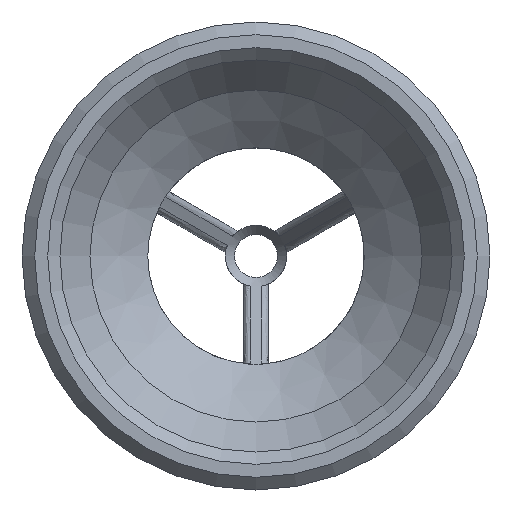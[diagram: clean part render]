
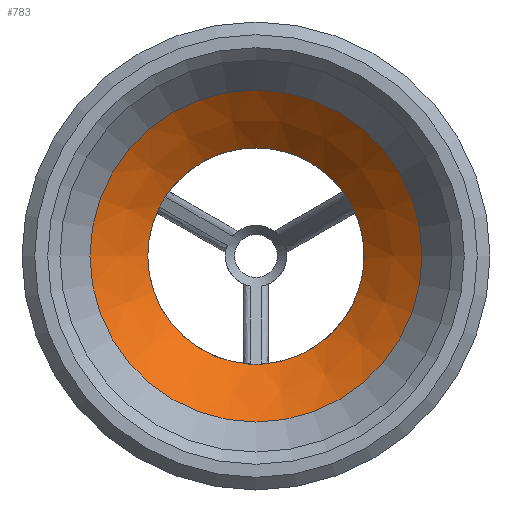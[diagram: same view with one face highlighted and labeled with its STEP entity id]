
A CAD part, front view. The second image highlights one B-rep face of the part: STEP entity #783.
In plain terms, the highlighted conical face has half-angle 48.251 degrees and reference radius 11.192 mm.
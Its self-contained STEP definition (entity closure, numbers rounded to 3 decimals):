
#34=CIRCLE('',#800,8.835);
#36=CIRCLE('',#802,8.835);
#38=CIRCLE('',#804,8.835);
#43=CIRCLE('',#814,8.835);
#47=CIRCLE('',#821,8.835);
#48=CIRCLE('',#822,8.835);
#51=CIRCLE('',#827,8.835);
#86=CIRCLE('',#891,13.55);
#103=CONICAL_SURFACE('',#892,11.192,0.842);
#143=LINE('',#1825,#177);
#177=VECTOR('',#1118,11.192);
#235=FACE_OUTER_BOUND('',#287,.T.);
#287=EDGE_LOOP('',(#720,#721,#722,#723,#724,#725,#726,#727,#728,#729));
#312=VERTEX_POINT('',#1150);
#318=VERTEX_POINT('',#1226);
#322=VERTEX_POINT('',#1305);
#325=VERTEX_POINT('',#1315);
#326=VERTEX_POINT('',#1321);
#329=VERTEX_POINT('',#1331);
#349=VERTEX_POINT('',#1698);
#378=VERTEX_POINT('',#1821);
#390=EDGE_CURVE('',#312,#322,#34,.T.);
#394=EDGE_CURVE('',#325,#326,#36,.T.);
#398=EDGE_CURVE('',#329,#318,#38,.T.);
#425=EDGE_CURVE('',#322,#325,#43,.T.);
#432=EDGE_CURVE('',#318,#349,#47,.T.);
#433=EDGE_CURVE('',#349,#312,#48,.T.);
#439=EDGE_CURVE('',#326,#329,#51,.T.);
#494=EDGE_CURVE('',#378,#378,#86,.T.);
#495=EDGE_CURVE('',#378,#349,#143,.T.);
#720=ORIENTED_EDGE('',*,*,#494,.T.);
#721=ORIENTED_EDGE('',*,*,#495,.T.);
#722=ORIENTED_EDGE('',*,*,#432,.F.);
#723=ORIENTED_EDGE('',*,*,#398,.F.);
#724=ORIENTED_EDGE('',*,*,#439,.F.);
#725=ORIENTED_EDGE('',*,*,#394,.F.);
#726=ORIENTED_EDGE('',*,*,#425,.F.);
#727=ORIENTED_EDGE('',*,*,#390,.F.);
#728=ORIENTED_EDGE('',*,*,#433,.F.);
#729=ORIENTED_EDGE('',*,*,#495,.F.);
#783=ADVANCED_FACE('',(#235),#103,.F.);
#800=AXIS2_PLACEMENT_3D('',#1306,#901,#902);
#802=AXIS2_PLACEMENT_3D('',#1322,#905,#906);
#804=AXIS2_PLACEMENT_3D('',#1337,#909,#910);
#814=AXIS2_PLACEMENT_3D('',#1683,#936,#937);
#821=AXIS2_PLACEMENT_3D('',#1699,#952,#953);
#822=AXIS2_PLACEMENT_3D('',#1700,#954,#955);
#827=AXIS2_PLACEMENT_3D('',#1712,#966,#967);
#891=AXIS2_PLACEMENT_3D('',#1823,#1114,#1115);
#892=AXIS2_PLACEMENT_3D('',#1824,#1116,#1117);
#901=DIRECTION('center_axis',(0.,-1.,0.));
#902=DIRECTION('ref_axis',(1.,0.,0.));
#905=DIRECTION('center_axis',(0.,-1.,0.));
#906=DIRECTION('ref_axis',(1.,0.,0.));
#909=DIRECTION('center_axis',(0.,-1.,0.));
#910=DIRECTION('ref_axis',(1.,0.,0.));
#936=DIRECTION('center_axis',(0.,-1.,0.));
#937=DIRECTION('ref_axis',(1.,0.,0.));
#952=DIRECTION('center_axis',(0.,-1.,0.));
#953=DIRECTION('ref_axis',(1.,0.,0.));
#954=DIRECTION('center_axis',(0.,-1.,0.));
#955=DIRECTION('ref_axis',(1.,0.,0.));
#966=DIRECTION('center_axis',(0.,-1.,0.));
#967=DIRECTION('ref_axis',(1.,0.,0.));
#1114=DIRECTION('center_axis',(0.,-1.,0.));
#1115=DIRECTION('ref_axis',(1.,0.,0.));
#1116=DIRECTION('center_axis',(0.,-1.,0.));
#1117=DIRECTION('ref_axis',(1.,0.,0.));
#1118=DIRECTION('',(0.746,0.666,0.));
#1150=CARTESIAN_POINT('',(-0.479,12.007,-8.822));
#1226=CARTESIAN_POINT('',(-7.88,12.007,3.996));
#1305=CARTESIAN_POINT('',(0.479,12.007,-8.822));
#1306=CARTESIAN_POINT('Origin',(0.,12.007,0.));
#1315=CARTESIAN_POINT('',(7.88,12.007,3.996));
#1321=CARTESIAN_POINT('',(7.4,12.007,4.826));
#1322=CARTESIAN_POINT('Origin',(0.,12.007,0.));
#1331=CARTESIAN_POINT('',(-7.4,12.007,4.826));
#1337=CARTESIAN_POINT('Origin',(0.,12.007,0.));
#1683=CARTESIAN_POINT('Origin',(0.,12.007,0.));
#1698=CARTESIAN_POINT('',(-8.835,12.007,0.));
#1699=CARTESIAN_POINT('Origin',(0.,12.007,0.));
#1700=CARTESIAN_POINT('Origin',(0.,12.007,0.));
#1712=CARTESIAN_POINT('Origin',(0.,12.007,0.));
#1821=CARTESIAN_POINT('',(-13.55,7.799,0.));
#1823=CARTESIAN_POINT('Origin',(0.,7.799,0.));
#1824=CARTESIAN_POINT('Origin',(0.,9.903,0.));
#1825=CARTESIAN_POINT('',(-11.192,9.903,0.));
